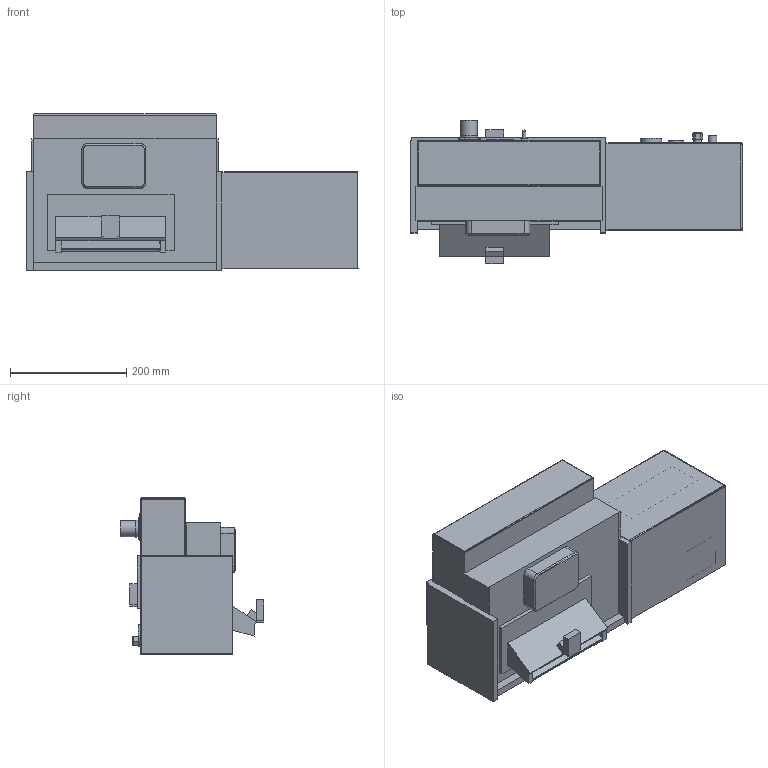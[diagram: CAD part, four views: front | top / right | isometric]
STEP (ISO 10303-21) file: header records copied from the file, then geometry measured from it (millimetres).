
FILE_DESCRIPTION(/* description */ (''),/* implementation_level */ '2;1');
FILE_NAME(/* name */ 'FG160_SOLID MODEL.stp',/* time_stamp */ '2016-04-20T10:49:19-04:00',/* author */ ('MArrecis'),/* organization */ (''),/* preprocessor_version */ 'ST-DEVELOPER v16.1',/* originating_system */ 'Autodesk Inventor 2016',/* authorisation */ '');
FILE_SCHEMA (('CONFIG_CONTROL_DESIGN'));
Length unit declared in the file: inch
Products named in the file (1): FG160AB-V3_Shrinkwrap_1
Bounding box: 571.24 x 247.18 x 268.94 mm (x, y, z)
Volume: 3754670.3 mm3; surface area: 1409977 mm2
Topology: 9 solids, 10 shells, 551 faces, 1425 edges, 931 vertices
Faces by surface type: plane 458, cylinder 75, bspline 13, cone 4, torus 1
Full cylindrical faces by diameter (mm): 5 x1, 12 x2, 12.5 x3, 14.5 x4, 26 x1, 26.5 x1, 28 x3, 29 x1, 36.52 x1, 36.53 x1, 41 x1, 47 x1, 56 x2
Entity records: 17579 total; most frequent: CARTESIAN_POINT 3440, ORIENTED_EDGE 2804, DIRECTION 2615, EDGE_CURVE 1401, LINE 1221, VECTOR 1221, VERTEX_POINT 928, AXIS2_PLACEMENT_3D 697
